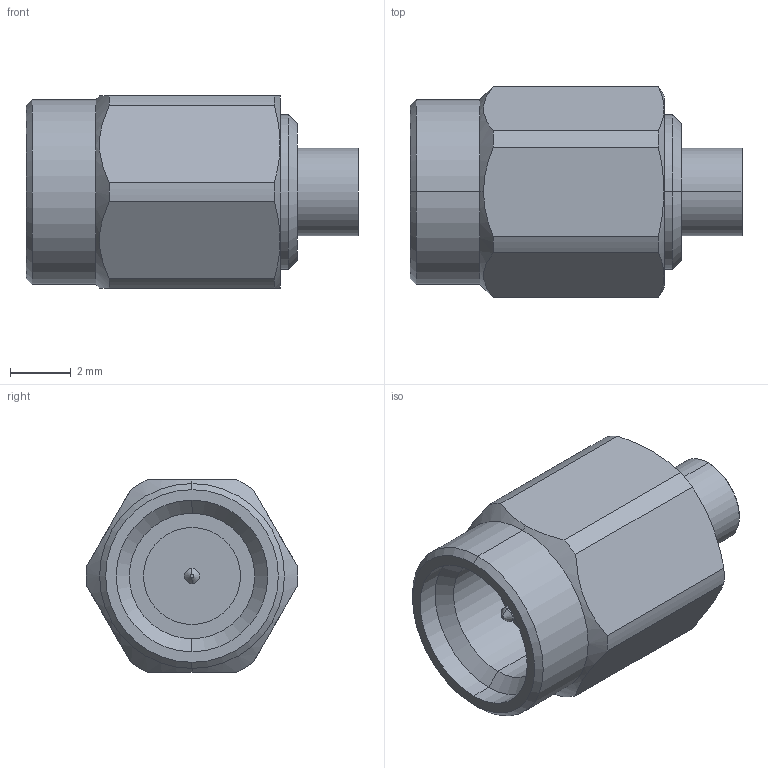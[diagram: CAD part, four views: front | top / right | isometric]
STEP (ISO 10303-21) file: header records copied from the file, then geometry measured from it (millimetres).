
FILE_DESCRIPTION (( 'STEP AP203' ), '1' );
FILE_NAME ('R121.053.000.STEP', '2013-10-03T09:39:21', ( 'adminradiall' ), ( 'Microsoft' ), 'SwSTEP 2.0', 'SolidWorks 2011', '' );
FILE_SCHEMA (( 'CONFIG_CONTROL_DESIGN' ));
Length unit declared in the file: millimetre
Products named in the file (1): R121.053.000
Bounding box: 10.96 x 7 x 6.35 mm (x, y, z)
Volume: 226.4 mm3; surface area: 470.1 mm2
Topology: 1 solids, 1 shells, 65 faces, 154 edges, 96 vertices
Faces by surface type: cylinder 28, plane 19, cone 18
Entity records: 2041 total; most frequent: CARTESIAN_POINT 424, DIRECTION 346, ORIENTED_EDGE 308, EDGE_CURVE 154, AXIS2_PLACEMENT_3D 142, VERTEX_POINT 96, CIRCLE 76, EDGE_LOOP 72
